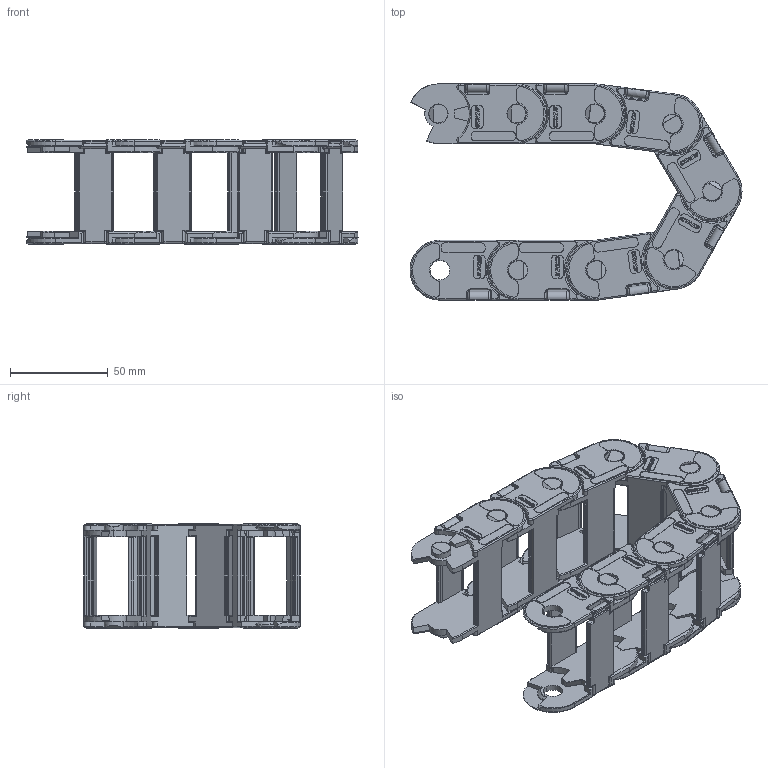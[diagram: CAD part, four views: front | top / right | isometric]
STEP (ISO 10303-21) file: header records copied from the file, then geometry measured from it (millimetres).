
FILE_DESCRIPTION (( 'STEP AP214' ), '1' );
FILE_NAME ('CK24-B040-R040.STEP', '2019-09-10T11:16:58', ( '' ), ( '' ), 'SwSTEP 2.0', 'SolidWorks 2017', '' );
FILE_SCHEMA (( 'AUTOMOTIVE_DESIGN' ));
Length unit declared in the file: millimetre
Products named in the file (2): CK24 B 48; CK24-B040-R040
Assembly tree (8 placements, depth 2):
  CK24-B040-R040
    CK24 B 48  x8
Bounding box: 169.78 x 110.5 x 53.5 mm (x, y, z)
Volume: 146080.6 mm3; surface area: 104586.7 mm2
Topology: 16 solids, 16 shells, 4208 faces, 11264 edges, 7296 vertices
Faces by surface type: plane 1952, cylinder 1832, torus 296, bspline 56, sphere 40, cone 32
Entity records: 18761 total; most frequent: CARTESIAN_POINT 5895, ORIENTED_EDGE 2814, DIRECTION 2444, EDGE_CURVE 1407, VERTEX_POINT 912, LINE 828, VECTOR 828, AXIS2_PLACEMENT_3D 808
